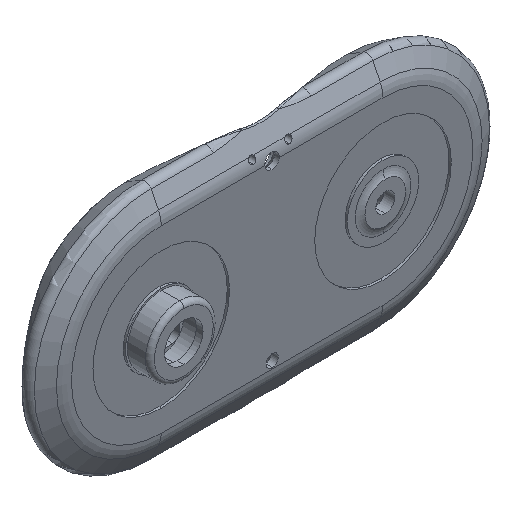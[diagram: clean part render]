
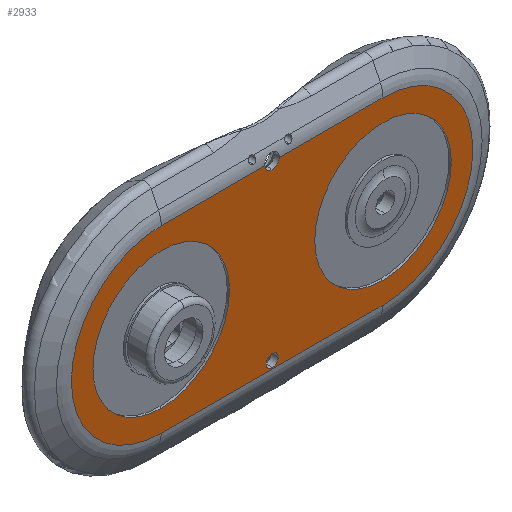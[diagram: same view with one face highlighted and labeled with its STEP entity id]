
A CAD part, isometric view. The second image highlights one B-rep face of the part: STEP entity #2933.
In plain terms, the highlighted planar face has unit normal (0, -1, 0).
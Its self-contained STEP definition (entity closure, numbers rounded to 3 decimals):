
#21 = ORIENTED_EDGE ( 'NONE', *, *, #4425, .T. ) ;
#23 = DIRECTION ( 'NONE',  ( 0., -1., 0. ) ) ;
#57 = EDGE_CURVE ( 'NONE', #4519, #635, #3354, .T. ) ;
#224 = EDGE_CURVE ( 'NONE', #3386, #308, #3012, .T. ) ;
#298 = ORIENTED_EDGE ( 'NONE', *, *, #5527, .T. ) ;
#308 = VERTEX_POINT ( 'NONE', #3220 ) ;
#310 = DIRECTION ( 'NONE',  ( -1., 0., 0. ) ) ;
#356 = CARTESIAN_POINT ( 'NONE',  ( 24.532, 0., 0. ) ) ;
#482 = AXIS2_PLACEMENT_3D ( 'NONE', #4000, #6104, #2835 ) ;
#540 = EDGE_LOOP ( 'NONE', ( #3702, #1414 ) ) ;
#579 = FACE_BOUND ( 'NONE', #540, .T. ) ;
#635 = VERTEX_POINT ( 'NONE', #773 ) ;
#653 = CARTESIAN_POINT ( 'NONE',  ( 24.532, 0., -19.884 ) ) ;
#692 = DIRECTION ( 'NONE',  ( 0., 1., 0. ) ) ;
#773 = CARTESIAN_POINT ( 'NONE',  ( -24.532, 0., 15.1 ) ) ;
#793 = CARTESIAN_POINT ( 'NONE',  ( -24.532, 0., 19.884 ) ) ;
#952 = EDGE_CURVE ( 'NONE', #6931, #6841, #4049, .T. ) ;
#1042 = CARTESIAN_POINT ( 'NONE',  ( 24.532, 0., -19.884 ) ) ;
#1043 = CARTESIAN_POINT ( 'NONE',  ( -24.532, 0., 0. ) ) ;
#1130 = ORIENTED_EDGE ( 'NONE', *, *, #1427, .F. ) ;
#1152 = FACE_BOUND ( 'NONE', #4057, .T. ) ;
#1188 = LINE ( 'NONE', #653, #5386 ) ;
#1204 = CIRCLE ( 'NONE', #5426, 1.35 ) ;
#1258 = VECTOR ( 'NONE', #310, 1000. ) ;
#1364 = LINE ( 'NONE', #793, #5061 ) ;
#1414 = ORIENTED_EDGE ( 'NONE', *, *, #5748, .F. ) ;
#1427 = EDGE_CURVE ( 'NONE', #308, #3386, #2802, .T. ) ;
#1460 = CARTESIAN_POINT ( 'NONE',  ( 24.532, 0., 0. ) ) ;
#1741 = DIRECTION ( 'NONE',  ( 0., 0., -1. ) ) ;
#1747 = CARTESIAN_POINT ( 'NONE',  ( -24.532, 0., 19.884 ) ) ;
#1752 = ORIENTED_EDGE ( 'NONE', *, *, #2176, .T. ) ;
#1876 = ORIENTED_EDGE ( 'NONE', *, *, #5895, .T. ) ;
#1895 = CIRCLE ( 'NONE', #6228, 1.35 ) ;
#1913 = CARTESIAN_POINT ( 'NONE',  ( -24.532, 0., -19.884 ) ) ;
#1922 = CARTESIAN_POINT ( 'NONE',  ( 0., 0., -16.9 ) ) ;
#1940 = DIRECTION ( 'NONE',  ( 0., -1., 0. ) ) ;
#1964 = DIRECTION ( 'NONE',  ( -1., 0., 0. ) ) ;
#1968 = CIRCLE ( 'NONE', #482, 1.6 ) ;
#2176 = EDGE_CURVE ( 'NONE', #5143, #6667, #1188, .T. ) ;
#2231 = PLANE ( 'NONE',  #4032 ) ;
#2321 = DIRECTION ( 'NONE',  ( 0., -1., 0. ) ) ;
#2331 = CARTESIAN_POINT ( 'NONE',  ( 24.532, 0., 15.1 ) ) ;
#2346 = CARTESIAN_POINT ( 'NONE',  ( 0., 0., 20. ) ) ;
#2364 = AXIS2_PLACEMENT_3D ( 'NONE', #6056, #2321, #1741 ) ;
#2488 = EDGE_CURVE ( 'NONE', #6841, #5681, #1968, .T. ) ;
#2495 = DIRECTION ( 'NONE',  ( 0., 1., 0. ) ) ;
#2517 = CARTESIAN_POINT ( 'NONE',  ( 0., 0., -19.6 ) ) ;
#2564 = VERTEX_POINT ( 'NONE', #5176 ) ;
#2663 = AXIS2_PLACEMENT_3D ( 'NONE', #3782, #5965, #2724 ) ;
#2724 = DIRECTION ( 'NONE',  ( 0., 0., 1. ) ) ;
#2765 = FACE_OUTER_BOUND ( 'NONE', #3729, .T. ) ;
#2802 = CIRCLE ( 'NONE', #4724, 15.1 ) ;
#2835 = DIRECTION ( 'NONE',  ( 0., 0., 1. ) ) ;
#2933 = ADVANCED_FACE ( 'NONE', ( #1152, #2765, #579, #4939 ), #2231, .F. ) ;
#3012 = CIRCLE ( 'NONE', #6080, 15.1 ) ;
#3021 = EDGE_LOOP ( 'NONE', ( #1130, #5034 ) ) ;
#3143 = EDGE_CURVE ( 'NONE', #5681, #4279, #1364, .T. ) ;
#3220 = CARTESIAN_POINT ( 'NONE',  ( 24.532, 0., -15.1 ) ) ;
#3258 = CARTESIAN_POINT ( 'NONE',  ( 0., 0., 18.4 ) ) ;
#3277 = ORIENTED_EDGE ( 'NONE', *, *, #3143, .T. ) ;
#3278 = EDGE_CURVE ( 'NONE', #4279, #5143, #5398, .T. ) ;
#3336 = DIRECTION ( 'NONE',  ( 0., 1., 0. ) ) ;
#3340 = DIRECTION ( 'NONE',  ( 0., 0., 1. ) ) ;
#3354 = CIRCLE ( 'NONE', #6410, 15.1 ) ;
#3386 = VERTEX_POINT ( 'NONE', #2331 ) ;
#3637 = DIRECTION ( 'NONE',  ( 0., -1., 0. ) ) ;
#3702 = ORIENTED_EDGE ( 'NONE', *, *, #57, .F. ) ;
#3729 = EDGE_LOOP ( 'NONE', ( #21, #6132, #4036, #3277, #5159, #1752, #3744 ) ) ;
#3744 = ORIENTED_EDGE ( 'NONE', *, *, #5352, .T. ) ;
#3782 = CARTESIAN_POINT ( 'NONE',  ( -24.532, 0., 0. ) ) ;
#3791 = CARTESIAN_POINT ( 'NONE',  ( 0., 0., -18.25 ) ) ;
#4000 = CARTESIAN_POINT ( 'NONE',  ( 0., 0., 20. ) ) ;
#4032 = AXIS2_PLACEMENT_3D ( 'NONE', #4396, #3336, #5510 ) ;
#4036 = ORIENTED_EDGE ( 'NONE', *, *, #2488, .T. ) ;
#4049 = CIRCLE ( 'NONE', #5301, 1.6 ) ;
#4057 = EDGE_LOOP ( 'NONE', ( #298, #1876 ) ) ;
#4126 = CARTESIAN_POINT ( 'NONE',  ( -24.532, 0., 19.884 ) ) ;
#4279 = VERTEX_POINT ( 'NONE', #1747 ) ;
#4281 = CIRCLE ( 'NONE', #2364, 15.1 ) ;
#4288 = CARTESIAN_POINT ( 'NONE',  ( 24.532, 0., 0. ) ) ;
#4362 = DIRECTION ( 'NONE',  ( 0., -1., 0. ) ) ;
#4384 = CIRCLE ( 'NONE', #6781, 19.884 ) ;
#4396 = CARTESIAN_POINT ( 'NONE',  ( 0., 0., 0. ) ) ;
#4424 = CARTESIAN_POINT ( 'NONE',  ( 1.596, 0., 19.884 ) ) ;
#4425 = EDGE_CURVE ( 'NONE', #2564, #6931, #5609, .T. ) ;
#4519 = VERTEX_POINT ( 'NONE', #6403 ) ;
#4540 = DIRECTION ( 'NONE',  ( 1., 0., 0. ) ) ;
#4661 = DIRECTION ( 'NONE',  ( 0., 0., 1. ) ) ;
#4718 = DIRECTION ( 'NONE',  ( 0., 0., 1. ) ) ;
#4724 = AXIS2_PLACEMENT_3D ( 'NONE', #1460, #3637, #5822 ) ;
#4812 = CARTESIAN_POINT ( 'NONE',  ( -1.596, 0., 19.884 ) ) ;
#4900 = DIRECTION ( 'NONE',  ( 0., 0., 1. ) ) ;
#4939 = FACE_BOUND ( 'NONE', #3021, .T. ) ;
#5034 = ORIENTED_EDGE ( 'NONE', *, *, #224, .F. ) ;
#5061 = VECTOR ( 'NONE', #1964, 1000. ) ;
#5143 = VERTEX_POINT ( 'NONE', #1913 ) ;
#5159 = ORIENTED_EDGE ( 'NONE', *, *, #3278, .T. ) ;
#5176 = CARTESIAN_POINT ( 'NONE',  ( 24.532, 0., 19.884 ) ) ;
#5301 = AXIS2_PLACEMENT_3D ( 'NONE', #2346, #692, #3340 ) ;
#5352 = EDGE_CURVE ( 'NONE', #6667, #2564, #4384, .T. ) ;
#5386 = VECTOR ( 'NONE', #4540, 1000. ) ;
#5398 = CIRCLE ( 'NONE', #2663, 19.884 ) ;
#5403 = DIRECTION ( 'NONE',  ( 0., 0., -1. ) ) ;
#5426 = AXIS2_PLACEMENT_3D ( 'NONE', #3791, #7042, #5971 ) ;
#5510 = DIRECTION ( 'NONE',  ( 0., 0., 1. ) ) ;
#5527 = EDGE_CURVE ( 'NONE', #5991, #6372, #1204, .T. ) ;
#5609 = LINE ( 'NONE', #4126, #1258 ) ;
#5681 = VERTEX_POINT ( 'NONE', #4812 ) ;
#5748 = EDGE_CURVE ( 'NONE', #635, #4519, #4281, .T. ) ;
#5822 = DIRECTION ( 'NONE',  ( 0., 0., 1. ) ) ;
#5895 = EDGE_CURVE ( 'NONE', #6372, #5991, #1895, .T. ) ;
#5965 = DIRECTION ( 'NONE',  ( 0., -1., 0. ) ) ;
#5971 = DIRECTION ( 'NONE',  ( 0., 0., 1. ) ) ;
#5991 = VERTEX_POINT ( 'NONE', #1922 ) ;
#6056 = CARTESIAN_POINT ( 'NONE',  ( -24.532, 0., 0. ) ) ;
#6080 = AXIS2_PLACEMENT_3D ( 'NONE', #4288, #23, #4900 ) ;
#6104 = DIRECTION ( 'NONE',  ( 0., 1., 0. ) ) ;
#6132 = ORIENTED_EDGE ( 'NONE', *, *, #952, .T. ) ;
#6228 = AXIS2_PLACEMENT_3D ( 'NONE', #6832, #2495, #4661 ) ;
#6372 = VERTEX_POINT ( 'NONE', #2517 ) ;
#6403 = CARTESIAN_POINT ( 'NONE',  ( -24.532, 0., -15.1 ) ) ;
#6410 = AXIS2_PLACEMENT_3D ( 'NONE', #1043, #4362, #5403 ) ;
#6667 = VERTEX_POINT ( 'NONE', #1042 ) ;
#6781 = AXIS2_PLACEMENT_3D ( 'NONE', #356, #1940, #4718 ) ;
#6832 = CARTESIAN_POINT ( 'NONE',  ( 0., 0., -18.25 ) ) ;
#6841 = VERTEX_POINT ( 'NONE', #3258 ) ;
#6931 = VERTEX_POINT ( 'NONE', #4424 ) ;
#7042 = DIRECTION ( 'NONE',  ( 0., 1., 0. ) ) ;
